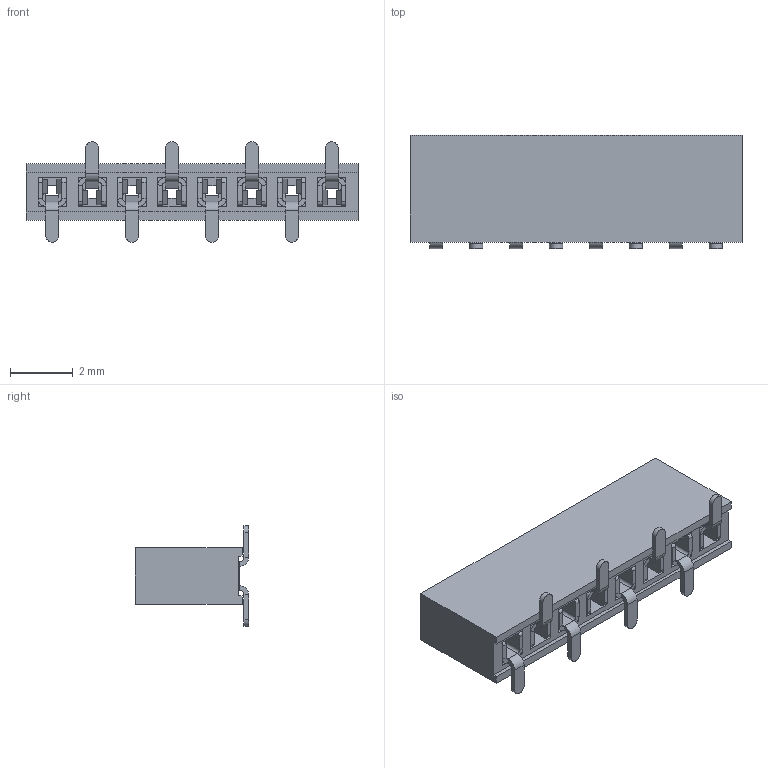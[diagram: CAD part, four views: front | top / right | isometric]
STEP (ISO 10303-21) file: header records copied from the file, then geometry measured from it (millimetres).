
FILE_DESCRIPTION((''),'2;1');
FILE_NAME('M50-3140845_ASM','2018-09-03T10:59:52',('mplested'),(''),'CREO PARAMETRIC BY PTC INC, 2017380','CREO PARAMETRIC BY PTC INC, 2017380','');
FILE_SCHEMA(('CONFIG_CONTROL_DESIGN','SHAPE_APPEARANCE_LAYERS_GROUPS'));
Length unit declared in the file: millimetre
Products named in the file (3): M50-31408_MOULD; M50-314_CONTACT; M50-3140845_ASM
Assembly tree (9 placements, depth 2):
  M50-3140845_ASM
    M50-31408_MOULD
    M50-314_CONTACT  x8
Bounding box: 10.56 x 3.6 x 3.2 mm (x, y, z)
Volume: 49.4 mm3; surface area: 326.3 mm2
Topology: 9 solids, 9 shells, 802 faces, 1960 edges, 1184 vertices
Faces by surface type: plane 538, cylinder 264
Entity records: 7475 total; most frequent: CARTESIAN_POINT 1112, ORIENTED_EDGE 980, DIRECTION 932, PRESENTATION_STYLE_ASSIGNMENT 498, STYLED_ITEM 498, CURVE_STYLE 490, EDGE_CURVE 490, VECTOR 416
